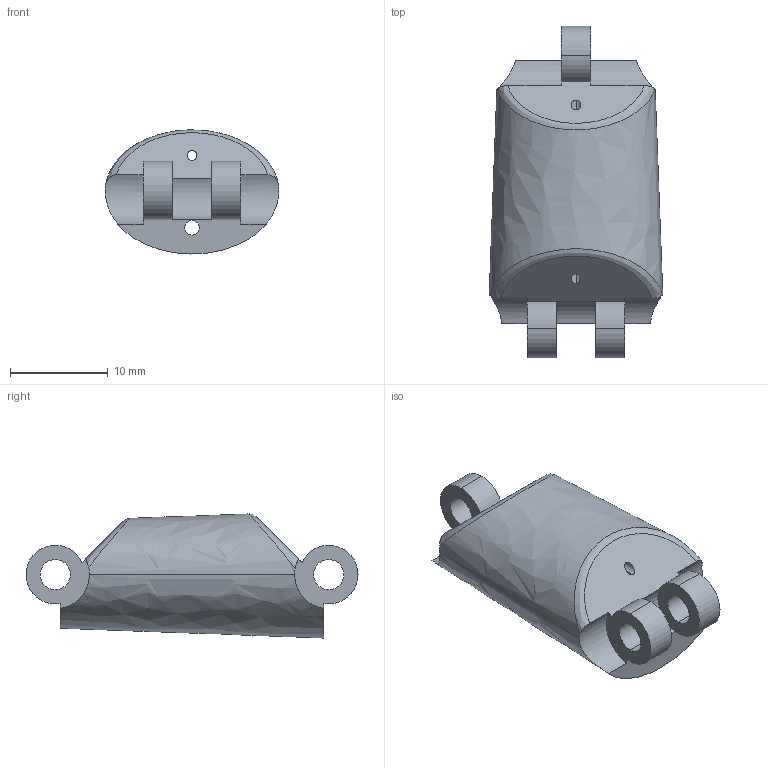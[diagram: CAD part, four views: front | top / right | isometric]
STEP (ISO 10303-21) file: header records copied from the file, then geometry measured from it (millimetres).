
FILE_DESCRIPTION (( 'STEP AP214' ), '1' );
FILE_NAME ('PinkyFinger1.STEP', '2026-02-16T16:38:18', ( '' ), ( '' ), 'SwSTEP 2.0', 'SolidWorks 2025', '' );
FILE_SCHEMA (( 'AUTOMOTIVE_DESIGN' ));
Length unit declared in the file: millimetre
Products named in the file (1): PinkyFinger1
Bounding box: 17.78 x 34 x 12.71 mm (x, y, z)
Volume: 3603.9 mm3; surface area: 1845.5 mm2
Topology: 1 solids, 1 shells, 38 faces, 104 edges, 68 vertices
Faces by surface type: cylinder 24, plane 10, bspline 4
Entity records: 1877 total; most frequent: CARTESIAN_POINT 897, ORIENTED_EDGE 208, DIRECTION 190, EDGE_CURVE 104, AXIS2_PLACEMENT_3D 75, VERTEX_POINT 68, EDGE_LOOP 48, VECTOR 40
